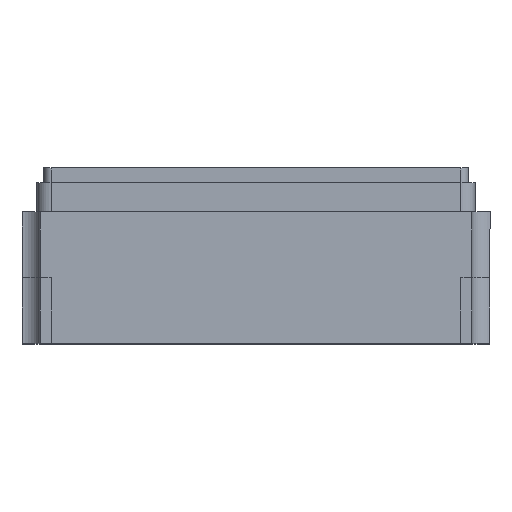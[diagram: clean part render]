
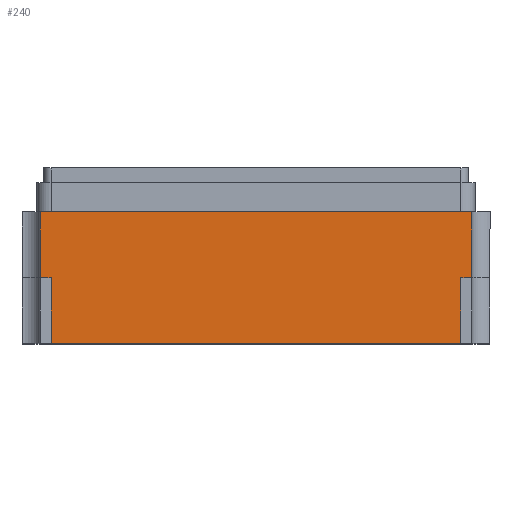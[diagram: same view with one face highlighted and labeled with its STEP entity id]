
A CAD part, top view. The second image highlights one B-rep face of the part: STEP entity #240.
In plain terms, the highlighted planar face has unit normal (0, 0, 1).
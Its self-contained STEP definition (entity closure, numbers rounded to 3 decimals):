
#37 = DIRECTION ( 'NONE',  ( 0., -1., 0. ) ) ;
#71 = CARTESIAN_POINT ( 'NONE',  ( -1.4, 0.45, 1.25 ) ) ;
#104 = ORIENTED_EDGE ( 'NONE', *, *, #1316, .F. ) ;
#155 = EDGE_LOOP ( 'NONE', ( #4078, #3322, #104, #2943, #2771, #3930, #916, #533 ) ) ;
#205 = AXIS2_PLACEMENT_3D ( 'NONE', #2866, #3509, #2582 ) ;
#240 = ADVANCED_FACE ( 'NONE', ( #3157 ), #2541, .F. ) ;
#322 = EDGE_CURVE ( 'NONE', #1465, #790, #2703, .T. ) ;
#380 = DIRECTION ( 'NONE',  ( -1., 0., 0. ) ) ;
#433 = DIRECTION ( 'NONE',  ( 0., -1., 0. ) ) ;
#533 = ORIENTED_EDGE ( 'NONE', *, *, #3201, .T. ) ;
#585 = VERTEX_POINT ( 'NONE', #875 ) ;
#643 = EDGE_CURVE ( 'NONE', #1697, #838, #3710, .T. ) ;
#676 = CARTESIAN_POINT ( 'NONE',  ( 1.4, 0.45, 1.25 ) ) ;
#790 = VERTEX_POINT ( 'NONE', #2935 ) ;
#838 = VERTEX_POINT ( 'NONE', #977 ) ;
#875 = CARTESIAN_POINT ( 'NONE',  ( -1.4, 0., 1.25 ) ) ;
#916 = ORIENTED_EDGE ( 'NONE', *, *, #2741, .F. ) ;
#924 = DIRECTION ( 'NONE',  ( 1., 0., 0. ) ) ;
#935 = CARTESIAN_POINT ( 'NONE',  ( 1.475, 0.45, 1.25 ) ) ;
#977 = CARTESIAN_POINT ( 'NONE',  ( 1.475, 0.9, 1.25 ) ) ;
#1014 = DIRECTION ( 'NONE',  ( -1., 0., 0. ) ) ;
#1036 = VECTOR ( 'NONE', #1675, 1000. ) ;
#1122 = VERTEX_POINT ( 'NONE', #3082 ) ;
#1200 = LINE ( 'NONE', #1354, #1246 ) ;
#1246 = VECTOR ( 'NONE', #380, 1000. ) ;
#1316 = EDGE_CURVE ( 'NONE', #2706, #1465, #2735, .T. ) ;
#1354 = CARTESIAN_POINT ( 'NONE',  ( -1.4, 0.45, 1.25 ) ) ;
#1465 = VERTEX_POINT ( 'NONE', #676 ) ;
#1500 = LINE ( 'NONE', #2535, #3498 ) ;
#1559 = VECTOR ( 'NONE', #433, 1000. ) ;
#1608 = DIRECTION ( 'NONE',  ( 0., -1., 0. ) ) ;
#1636 = CARTESIAN_POINT ( 'NONE',  ( -1.475, 0.9, 1.25 ) ) ;
#1675 = DIRECTION ( 'NONE',  ( 0., -1., 0. ) ) ;
#1697 = VERTEX_POINT ( 'NONE', #3567 ) ;
#1725 = EDGE_CURVE ( 'NONE', #1697, #1122, #2016, .T. ) ;
#1937 = VECTOR ( 'NONE', #2400, 1000. ) ;
#1967 = CARTESIAN_POINT ( 'NONE',  ( 1.4, 0.45, 1.25 ) ) ;
#2016 = LINE ( 'NONE', #1636, #3024 ) ;
#2254 = CARTESIAN_POINT ( 'NONE',  ( -1.4, 0.45, 1.25 ) ) ;
#2400 = DIRECTION ( 'NONE',  ( 1., 0., 0. ) ) ;
#2535 = CARTESIAN_POINT ( 'NONE',  ( 1.475, 0.9, 1.25 ) ) ;
#2541 = PLANE ( 'NONE',  #205 ) ;
#2582 = DIRECTION ( 'NONE',  ( -1., 0., 0. ) ) ;
#2691 = EDGE_CURVE ( 'NONE', #838, #2706, #1500, .T. ) ;
#2703 = LINE ( 'NONE', #1967, #1559 ) ;
#2706 = VERTEX_POINT ( 'NONE', #935 ) ;
#2735 = LINE ( 'NONE', #3554, #2946 ) ;
#2741 = EDGE_CURVE ( 'NONE', #3063, #1122, #1200, .T. ) ;
#2771 = ORIENTED_EDGE ( 'NONE', *, *, #643, .F. ) ;
#2866 = CARTESIAN_POINT ( 'NONE',  ( 0., 0.9, 1.25 ) ) ;
#2935 = CARTESIAN_POINT ( 'NONE',  ( 1.4, 0., 1.25 ) ) ;
#2943 = ORIENTED_EDGE ( 'NONE', *, *, #2691, .F. ) ;
#2946 = VECTOR ( 'NONE', #1014, 1000. ) ;
#3024 = VECTOR ( 'NONE', #1608, 1000. ) ;
#3063 = VERTEX_POINT ( 'NONE', #2254 ) ;
#3082 = CARTESIAN_POINT ( 'NONE',  ( -1.475, 0.45, 1.25 ) ) ;
#3157 = FACE_OUTER_BOUND ( 'NONE', #155, .T. ) ;
#3201 = EDGE_CURVE ( 'NONE', #3063, #585, #3596, .T. ) ;
#3322 = ORIENTED_EDGE ( 'NONE', *, *, #322, .F. ) ;
#3333 = EDGE_CURVE ( 'NONE', #585, #790, #3932, .T. ) ;
#3372 = CARTESIAN_POINT ( 'NONE',  ( 0., 0., 1.25 ) ) ;
#3498 = VECTOR ( 'NONE', #37, 1000. ) ;
#3509 = DIRECTION ( 'NONE',  ( 0., 0., -1. ) ) ;
#3554 = CARTESIAN_POINT ( 'NONE',  ( 1.4, 0.45, 1.25 ) ) ;
#3567 = CARTESIAN_POINT ( 'NONE',  ( -1.475, 0.9, 1.25 ) ) ;
#3596 = LINE ( 'NONE', #71, #1036 ) ;
#3710 = LINE ( 'NONE', #3779, #3947 ) ;
#3779 = CARTESIAN_POINT ( 'NONE',  ( 0., 0.9, 1.25 ) ) ;
#3930 = ORIENTED_EDGE ( 'NONE', *, *, #1725, .T. ) ;
#3932 = LINE ( 'NONE', #3372, #1937 ) ;
#3947 = VECTOR ( 'NONE', #924, 1000. ) ;
#4078 = ORIENTED_EDGE ( 'NONE', *, *, #3333, .T. ) ;
